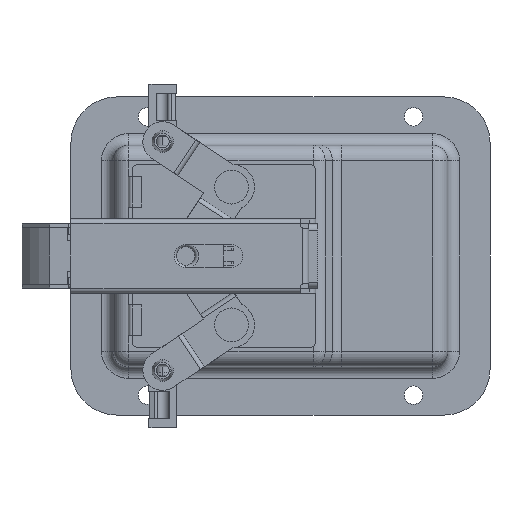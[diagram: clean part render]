
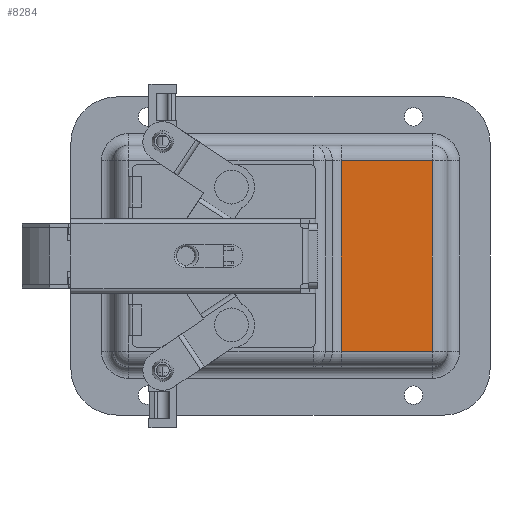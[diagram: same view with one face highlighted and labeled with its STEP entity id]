
A CAD part, front view. The second image highlights one B-rep face of the part: STEP entity #8284.
In plain terms, the highlighted planar face has unit normal (0, -1, 0).
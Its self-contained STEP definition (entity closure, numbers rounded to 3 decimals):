
#19 = CARTESIAN_POINT ( 'NONE',  ( 49.7, -13.5, 36.2 ) ) ;
#218 = DIRECTION ( 'NONE',  ( 0., 1., 0. ) ) ;
#448 = CARTESIAN_POINT ( 'NONE',  ( 19.88, -13.5, 36.2 ) ) ;
#1692 = DIRECTION ( 'NONE',  ( 1., 0., 0. ) ) ;
#1759 = DIRECTION ( 'NONE',  ( 0., 0., 1. ) ) ;
#2158 = ORIENTED_EDGE ( 'NONE', *, *, #11756, .F. ) ;
#2193 = VECTOR ( 'NONE', #18948, 1000. ) ;
#2680 = LINE ( 'NONE', #19, #2193 ) ;
#4284 = VECTOR ( 'NONE', #5449, 1000. ) ;
#4442 = CARTESIAN_POINT ( 'NONE',  ( 49.7, -13.5, 31.2 ) ) ;
#5449 = DIRECTION ( 'NONE',  ( 0., 0., -1. ) ) ;
#5702 = EDGE_CURVE ( 'NONE', #13252, #16043, #14722, .T. ) ;
#6828 = DIRECTION ( 'NONE',  ( -1., 0., 0. ) ) ;
#7176 = VERTEX_POINT ( 'NONE', #11876 ) ;
#7547 = LINE ( 'NONE', #448, #4284 ) ;
#8156 = VECTOR ( 'NONE', #1692, 1000. ) ;
#8284 = ADVANCED_FACE ( 'NONE', ( #12605 ), #13105, .F. ) ;
#9762 = CARTESIAN_POINT ( 'NONE',  ( 19.88, -13.5, 31.2 ) ) ;
#9848 = VERTEX_POINT ( 'NONE', #4442 ) ;
#9928 = ORIENTED_EDGE ( 'NONE', *, *, #9963, .T. ) ;
#9963 = EDGE_CURVE ( 'NONE', #9848, #7176, #15056, .T. ) ;
#10167 = CARTESIAN_POINT ( 'NONE',  ( 19.88, -13.5, -31.2 ) ) ;
#11250 = CARTESIAN_POINT ( 'NONE',  ( 49.7, -13.5, -31.2 ) ) ;
#11756 = EDGE_CURVE ( 'NONE', #9848, #16043, #2680, .T. ) ;
#11876 = CARTESIAN_POINT ( 'NONE',  ( 19.88, -13.5, 31.2 ) ) ;
#12605 = FACE_OUTER_BOUND ( 'NONE', #15282, .T. ) ;
#13105 = PLANE ( 'NONE',  #14078 ) ;
#13252 = VERTEX_POINT ( 'NONE', #10167 ) ;
#14078 = AXIS2_PLACEMENT_3D ( 'NONE', #14594, #218, #1759 ) ;
#14318 = VECTOR ( 'NONE', #6828, 1000. ) ;
#14594 = CARTESIAN_POINT ( 'NONE',  ( 19.88, -13.5, 36.2 ) ) ;
#14722 = LINE ( 'NONE', #17757, #8156 ) ;
#15056 = LINE ( 'NONE', #9762, #14318 ) ;
#15282 = EDGE_LOOP ( 'NONE', ( #19219, #18867, #2158, #9928 ) ) ;
#16043 = VERTEX_POINT ( 'NONE', #11250 ) ;
#16954 = EDGE_CURVE ( 'NONE', #7176, #13252, #7547, .T. ) ;
#17757 = CARTESIAN_POINT ( 'NONE',  ( 49.7, -13.5, -31.2 ) ) ;
#18867 = ORIENTED_EDGE ( 'NONE', *, *, #5702, .T. ) ;
#18948 = DIRECTION ( 'NONE',  ( 0., 0., -1. ) ) ;
#19219 = ORIENTED_EDGE ( 'NONE', *, *, #16954, .T. ) ;
